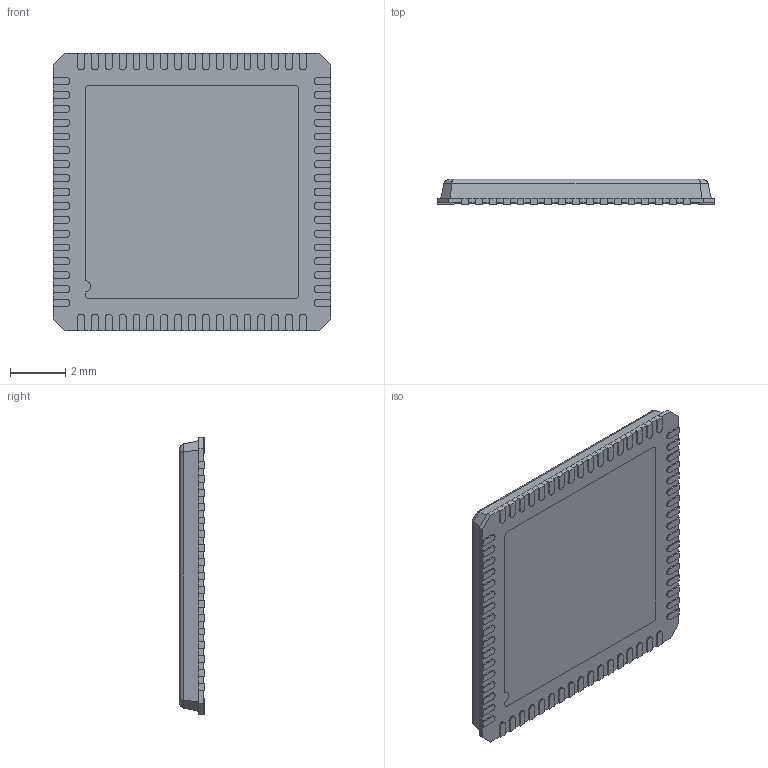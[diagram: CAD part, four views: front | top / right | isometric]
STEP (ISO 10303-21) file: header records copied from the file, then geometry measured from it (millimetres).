
FILE_DESCRIPTION((''),'2;1');
FILE_NAME('NKE0068A_ASM','2014-12-02T',('a0412025'),(''),'PRO/ENGINEER BY PARAMETRIC TECHNOLOGY CORPORATION, 2011490','PRO/ENGINEER BY PARAMETRIC TECHNOLOGY CORPORATION, 2011490','');
FILE_SCHEMA(('AUTOMOTIVE_DESIGN_CC2 { 1 2 10303 214 -1 1 5 2 }'));
Length unit declared in the file: millimetre
Products named in the file (3): BODY-QFN; FRAME-NKE0068A; NKE0068A_ASM
Assembly tree (2 placements, depth 2):
  NKE0068A_ASM
    BODY-QFN
    FRAME-NKE0068A
Bounding box: 10 x 0.9 x 10 mm (x, y, z)
Volume: 79.6 mm3; surface area: 398.8 mm2
Topology: 70 solids, 70 shells, 867 faces, 2034 edges, 1307 vertices
Faces by surface type: plane 711, cylinder 154, sphere 2
Entity records: 31439 total; most frequent: CARTESIAN_POINT 4267, DIRECTION 4064, ORIENTED_EDGE 4064, PRESENTATION_STYLE_ASSIGNMENT 2171, STYLED_ITEM 2102, CURVE_STYLE 2032, EDGE_CURVE 2032, VECTOR 1728
